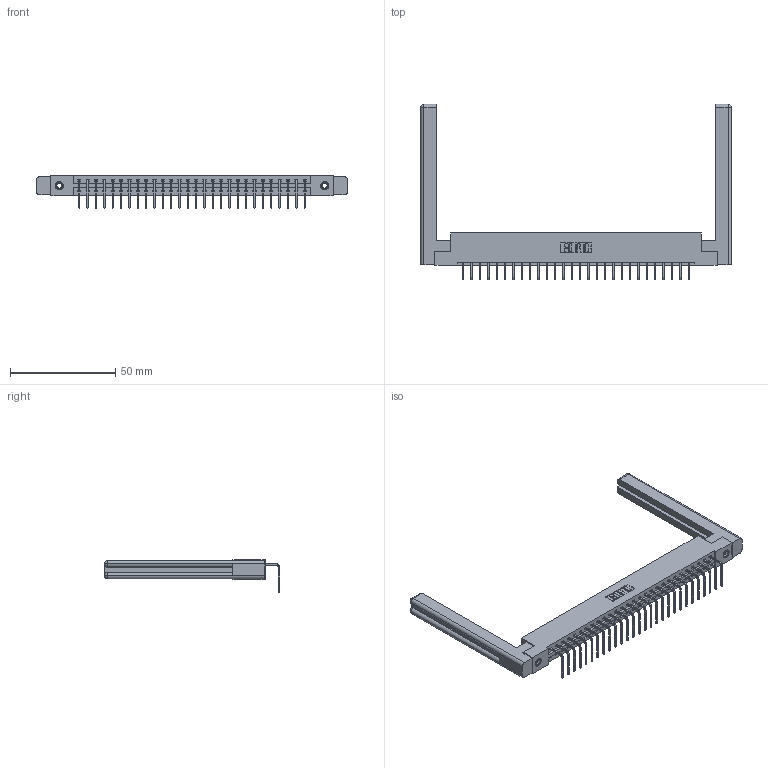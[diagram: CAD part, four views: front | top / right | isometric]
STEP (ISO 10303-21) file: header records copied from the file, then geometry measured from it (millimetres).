
FILE_DESCRIPTION (( 'STEP AP203' ), '1' );
FILE_NAME ('387-028-558-158.STEP', '2019-10-07T19:09:30', ( '' ), ( '' ), 'SwSTEP 2.0', 'SolidWorks 2016', '' );
FILE_SCHEMA (( 'CONFIG_CONTROL_DESIGN' ));
Length unit declared in the file: inch
Products named in the file (5): 387-028-558-158; 337 Part_Flush Mounting Lugs - 0.156 Dia-TI; 307-220-058; 345-250-001_345-250-001-102; 345-292-001_558 Tail - 2
Assembly tree (33 placements, depth 2):
  387-028-558-158
    337 Part_Flush Mounting Lugs - 0.156 Dia-TI
    345-292-001_558 Tail - 2  x28
    345-250-001_345-250-001-102  x2
    307-220-058  x2
Bounding box: 147.57 x 83.25 x 15.37 mm (x, y, z)
Volume: 22418.1 mm3; surface area: 21473.2 mm2
Topology: 33 solids, 33 shells, 2048 faces, 6097 edges, 4014 vertices
Faces by surface type: plane 1498, cylinder 526, cone 12, torus 12
Entity records: 25342 total; most frequent: CARTESIAN_POINT 4413, ORIENTED_EDGE 4316, DIRECTION 3762, EDGE_CURVE 2158, LINE 1982, VECTOR 1982, VERTEX_POINT 1430, AXIS2_PLACEMENT_3D 890
